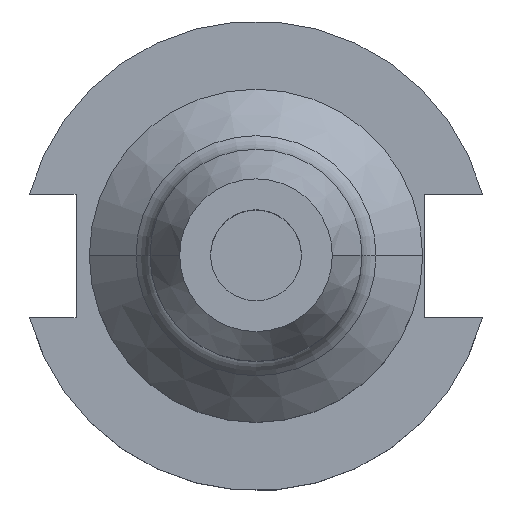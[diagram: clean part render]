
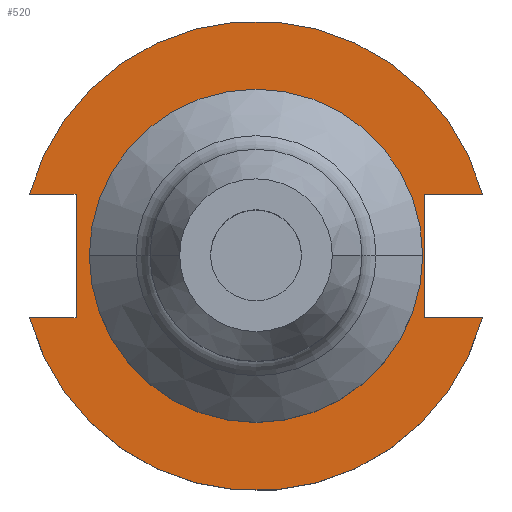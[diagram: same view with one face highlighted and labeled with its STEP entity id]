
A CAD part, top view. The second image highlights one B-rep face of the part: STEP entity #520.
In plain terms, the highlighted planar face has unit normal (0, 0, 1).
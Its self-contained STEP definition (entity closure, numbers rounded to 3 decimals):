
#1 = EDGE_LOOP ( 'NONE', ( #815, #111 ) ) ;
#2 = LINE ( 'NONE', #1051, #666 ) ;
#5 = CARTESIAN_POINT ( 'NONE',  ( 0., 0., 19.05 ) ) ;
#7 = LINE ( 'NONE', #19, #999 ) ;
#19 = CARTESIAN_POINT ( 'NONE',  ( 35.306, -12.954, 19.05 ) ) ;
#43 = VERTEX_POINT ( 'NONE', #277 ) ;
#108 = CIRCLE ( 'NONE', #1560, 49.212 ) ;
#111 = ORIENTED_EDGE ( 'NONE', *, *, #375, .F. ) ;
#118 = VECTOR ( 'NONE', #1328, 1000. ) ;
#177 = DIRECTION ( 'NONE',  ( 0., 0., 1. ) ) ;
#186 = EDGE_CURVE ( 'NONE', #1487, #1510, #307, .T. ) ;
#238 = CARTESIAN_POINT ( 'NONE',  ( 35.306, 12.954, 19.05 ) ) ;
#277 = CARTESIAN_POINT ( 'NONE',  ( -47.477, 12.954, 19.05 ) ) ;
#294 = ORIENTED_EDGE ( 'NONE', *, *, #186, .T. ) ;
#296 = CARTESIAN_POINT ( 'NONE',  ( 0., 0., 19.05 ) ) ;
#299 = DIRECTION ( 'NONE',  ( 1., 0., 0. ) ) ;
#307 = CIRCLE ( 'NONE', #729, 49.212 ) ;
#340 = EDGE_CURVE ( 'NONE', #1125, #987, #1009, .T. ) ;
#346 = DIRECTION ( 'NONE',  ( 0., 0., 1. ) ) ;
#350 = EDGE_CURVE ( 'NONE', #945, #1510, #7, .T. ) ;
#357 = AXIS2_PLACEMENT_3D ( 'NONE', #802, #1441, #1060 ) ;
#375 = EDGE_CURVE ( 'NONE', #987, #1125, #1304, .T. ) ;
#403 = CARTESIAN_POINT ( 'NONE',  ( -37.719, 12.954, 19.05 ) ) ;
#511 = ORIENTED_EDGE ( 'NONE', *, *, #1385, .T. ) ;
#520 = ADVANCED_FACE ( 'NONE', ( #1621, #1671 ), #1201, .T. ) ;
#526 = CARTESIAN_POINT ( 'NONE',  ( 35.306, 12.954, 19.05 ) ) ;
#527 = DIRECTION ( 'NONE',  ( -1., 0., 0. ) ) ;
#568 = DIRECTION ( 'NONE',  ( 1., 0., 0. ) ) ;
#590 = EDGE_CURVE ( 'NONE', #842, #1376, #1596, .T. ) ;
#666 = VECTOR ( 'NONE', #1428, 1000. ) ;
#684 = DIRECTION ( 'NONE',  ( 0., 0., 1. ) ) ;
#706 = CARTESIAN_POINT ( 'NONE',  ( 0., 0., 19.05 ) ) ;
#720 = LINE ( 'NONE', #1675, #1204 ) ;
#729 = AXIS2_PLACEMENT_3D ( 'NONE', #296, #1627, #568 ) ;
#767 = LINE ( 'NONE', #403, #1086 ) ;
#779 = CARTESIAN_POINT ( 'NONE',  ( 35.306, -12.954, 19.05 ) ) ;
#786 = CARTESIAN_POINT ( 'NONE',  ( -37.719, 12.954, 19.05 ) ) ;
#788 = CARTESIAN_POINT ( 'NONE',  ( 34.925, 0., 19.05 ) ) ;
#802 = CARTESIAN_POINT ( 'NONE',  ( 0., 49.212, 19.05 ) ) ;
#815 = ORIENTED_EDGE ( 'NONE', *, *, #340, .F. ) ;
#816 = CARTESIAN_POINT ( 'NONE',  ( -63.719, 12.954, 19.05 ) ) ;
#829 = DIRECTION ( 'NONE',  ( 1., 0., 0. ) ) ;
#832 = CARTESIAN_POINT ( 'NONE',  ( -47.477, -12.954, 19.05 ) ) ;
#842 = VERTEX_POINT ( 'NONE', #994 ) ;
#885 = ORIENTED_EDGE ( 'NONE', *, *, #951, .F. ) ;
#915 = DIRECTION ( 'NONE',  ( 1., 0., 0. ) ) ;
#945 = VERTEX_POINT ( 'NONE', #779 ) ;
#951 = EDGE_CURVE ( 'NONE', #1487, #1314, #720, .T. ) ;
#966 = EDGE_CURVE ( 'NONE', #1376, #945, #2, .T. ) ;
#975 = LINE ( 'NONE', #816, #1246 ) ;
#984 = CARTESIAN_POINT ( 'NONE',  ( 0., 0., 19.05 ) ) ;
#987 = VERTEX_POINT ( 'NONE', #1034 ) ;
#993 = ORIENTED_EDGE ( 'NONE', *, *, #1081, .F. ) ;
#994 = CARTESIAN_POINT ( 'NONE',  ( 47.477, 12.954, 19.05 ) ) ;
#999 = VECTOR ( 'NONE', #829, 1000. ) ;
#1009 = CIRCLE ( 'NONE', #1538, 34.925 ) ;
#1034 = CARTESIAN_POINT ( 'NONE',  ( -34.925, 0., 19.05 ) ) ;
#1051 = CARTESIAN_POINT ( 'NONE',  ( 35.306, 12.954, 19.05 ) ) ;
#1060 = DIRECTION ( 'NONE',  ( 1., 0., 0. ) ) ;
#1063 = ORIENTED_EDGE ( 'NONE', *, *, #966, .F. ) ;
#1081 = EDGE_CURVE ( 'NONE', #1314, #1295, #767, .T. ) ;
#1086 = VECTOR ( 'NONE', #1693, 1000. ) ;
#1125 = VERTEX_POINT ( 'NONE', #788 ) ;
#1136 = EDGE_LOOP ( 'NONE', ( #294, #1317, #1063, #1630, #511, #1143, #993, #885 ) ) ;
#1143 = ORIENTED_EDGE ( 'NONE', *, *, #1394, .F. ) ;
#1168 = DIRECTION ( 'NONE',  ( 1., 0., 0. ) ) ;
#1201 = PLANE ( 'NONE',  #357 ) ;
#1204 = VECTOR ( 'NONE', #915, 1000. ) ;
#1246 = VECTOR ( 'NONE', #527, 1000. ) ;
#1295 = VERTEX_POINT ( 'NONE', #786 ) ;
#1304 = CIRCLE ( 'NONE', #1687, 34.925 ) ;
#1310 = CARTESIAN_POINT ( 'NONE',  ( -37.719, -12.954, 19.05 ) ) ;
#1314 = VERTEX_POINT ( 'NONE', #1310 ) ;
#1317 = ORIENTED_EDGE ( 'NONE', *, *, #350, .F. ) ;
#1328 = DIRECTION ( 'NONE',  ( -1., 0., 0. ) ) ;
#1376 = VERTEX_POINT ( 'NONE', #238 ) ;
#1385 = EDGE_CURVE ( 'NONE', #842, #43, #108, .T. ) ;
#1394 = EDGE_CURVE ( 'NONE', #1295, #43, #975, .T. ) ;
#1428 = DIRECTION ( 'NONE',  ( 0., -1., 0. ) ) ;
#1441 = DIRECTION ( 'NONE',  ( 0., 0., 1. ) ) ;
#1453 = DIRECTION ( 'NONE',  ( 1., 0., 0. ) ) ;
#1487 = VERTEX_POINT ( 'NONE', #832 ) ;
#1510 = VERTEX_POINT ( 'NONE', #1614 ) ;
#1538 = AXIS2_PLACEMENT_3D ( 'NONE', #706, #177, #299 ) ;
#1560 = AXIS2_PLACEMENT_3D ( 'NONE', #5, #684, #1453 ) ;
#1596 = LINE ( 'NONE', #526, #118 ) ;
#1614 = CARTESIAN_POINT ( 'NONE',  ( 47.477, -12.954, 19.05 ) ) ;
#1621 = FACE_BOUND ( 'NONE', #1, .T. ) ;
#1627 = DIRECTION ( 'NONE',  ( 0., 0., 1. ) ) ;
#1630 = ORIENTED_EDGE ( 'NONE', *, *, #590, .F. ) ;
#1671 = FACE_OUTER_BOUND ( 'NONE', #1136, .T. ) ;
#1675 = CARTESIAN_POINT ( 'NONE',  ( -63.719, -12.954, 19.05 ) ) ;
#1687 = AXIS2_PLACEMENT_3D ( 'NONE', #984, #346, #1168 ) ;
#1693 = DIRECTION ( 'NONE',  ( 0., 1., 0. ) ) ;
